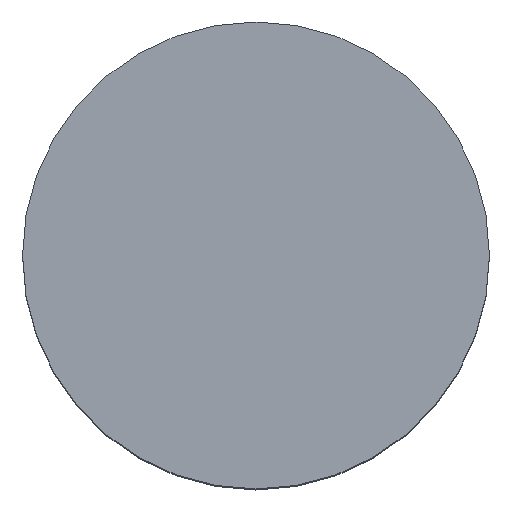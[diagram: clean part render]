
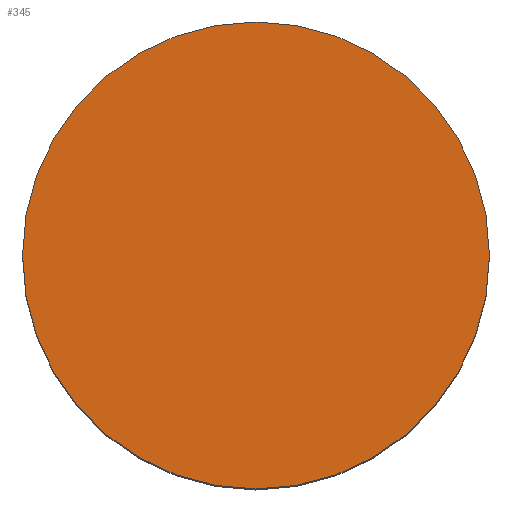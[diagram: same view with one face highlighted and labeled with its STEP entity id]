
A CAD part, top view. The second image highlights one B-rep face of the part: STEP entity #345.
In plain terms, the highlighted planar face has unit normal (0, 0, 1).
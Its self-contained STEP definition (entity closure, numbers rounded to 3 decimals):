
#273 = EDGE_CURVE('',#274,#276,#278,.T.);
#274 = VERTEX_POINT('',#275);
#275 = CARTESIAN_POINT('',(-4.15,0.,8.25));
#276 = VERTEX_POINT('',#277);
#277 = CARTESIAN_POINT('',(4.15,0.,8.25));
#278 = CIRCLE('',#279,4.15);
#279 = AXIS2_PLACEMENT_3D('',#280,#281,#282);
#280 = CARTESIAN_POINT('',(0.,0.,8.25));
#281 = DIRECTION('',(-0.,0.,-1.));
#282 = DIRECTION('',(-1.,0.,0.));
#332 = EDGE_CURVE('',#276,#274,#333,.T.);
#333 = CIRCLE('',#334,4.15);
#334 = AXIS2_PLACEMENT_3D('',#335,#336,#337);
#335 = CARTESIAN_POINT('',(0.,0.,8.25));
#336 = DIRECTION('',(-0.,0.,-1.));
#337 = DIRECTION('',(-1.,0.,0.));
#345 = ADVANCED_FACE('',(#346),#350,.T.);
#346 = FACE_BOUND('',#347,.T.);
#347 = EDGE_LOOP('',(#348,#349));
#348 = ORIENTED_EDGE('',*,*,#273,.F.);
#349 = ORIENTED_EDGE('',*,*,#332,.F.);
#350 = PLANE('',#351);
#351 = AXIS2_PLACEMENT_3D('',#352,#353,#354);
#352 = CARTESIAN_POINT('',(0.,0.,8.25));
#353 = DIRECTION('',(0.,0.,1.));
#354 = DIRECTION('',(1.,0.,-0.));
